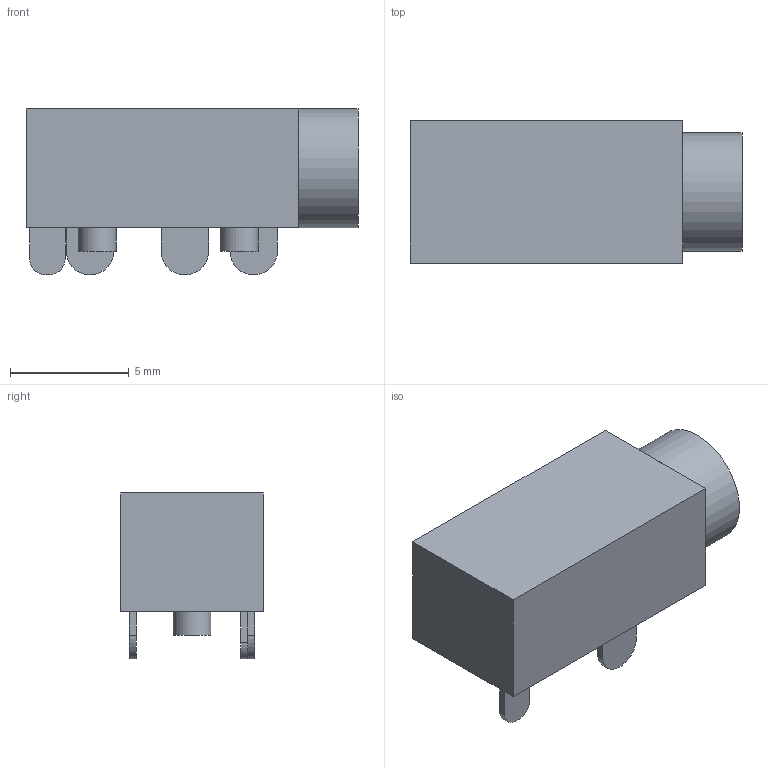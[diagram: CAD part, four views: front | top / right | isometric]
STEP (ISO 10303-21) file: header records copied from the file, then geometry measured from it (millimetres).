
FILE_DESCRIPTION(/* description */ (''),/* implementation_level */ '2;1');
FILE_NAME(/* name */ '4832.2360-03.step',/* time_stamp */ '2023-04-28T13:36:52+01:00',/* author */ (''),/* organization */ (''),/* preprocessor_version */ 'ST-DEVELOPER v19.2',/* originating_system */ 'Autodesk Translation Framework v12.4.0.73',/* authorisation */ '');
FILE_SCHEMA (('AUTOMOTIVE_DESIGN { 1 0 10303 214 3 1 1 }'));
Length unit declared in the file: millimetre
Products named in the file (1): SCHURTER Inc. 4832.2330
Bounding box: 14 x 6 x 7 mm (x, y, z)
Volume: 376.7 mm3; surface area: 421.4 mm2
Topology: 1 solids, 1 shells, 37 faces, 82 edges, 54 vertices
Faces by surface type: plane 28, cylinder 9
Full cylindrical faces by diameter (mm): 1.6 x2, 3.6 x1, 5 x1
Entity records: 1053 total; most frequent: DIRECTION 178, CARTESIAN_POINT 174, ORIENTED_EDGE 164, EDGE_CURVE 82, LINE 62, VECTOR 62, AXIS2_PLACEMENT_3D 58, VERTEX_POINT 54
